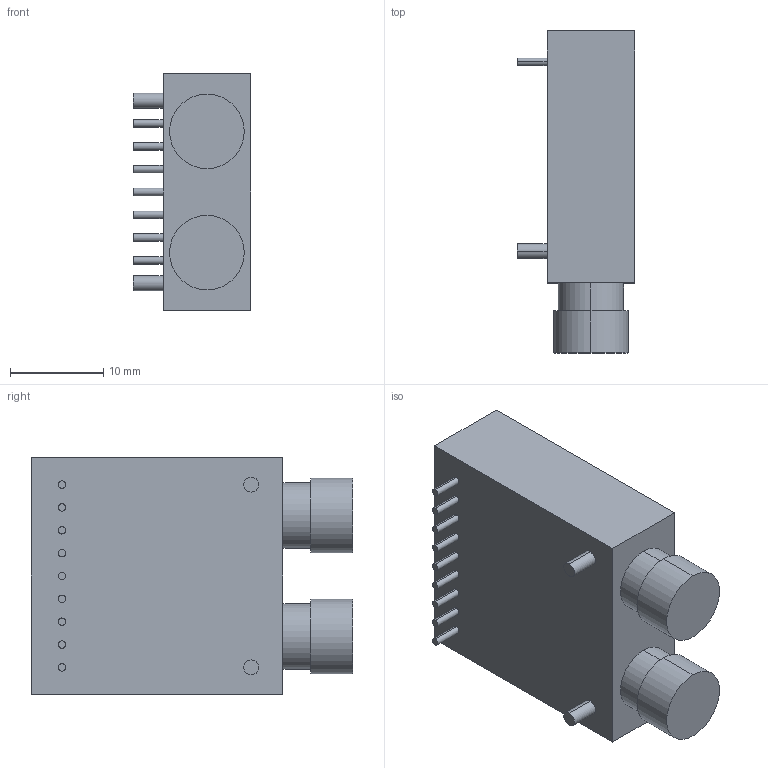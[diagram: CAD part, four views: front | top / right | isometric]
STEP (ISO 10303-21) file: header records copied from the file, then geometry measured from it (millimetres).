
FILE_DESCRIPTION (( 'STEP AP214' ), '1' );
FILE_NAME ('嫖玹耀輸.STEP', '2025-10-23T09:00:16', ( '' ), ( '' ), 'SwSTEP 2.0', 'SolidWorks 2022', '' );
FILE_SCHEMA (( 'AUTOMOTIVE_DESIGN' ));
Length unit declared in the file: millimetre
Products named in the file (1): 光纤模块
Bounding box: 12.6 x 34.5 x 25.4 mm (x, y, z)
Volume: 7157.2 mm3; surface area: 2866.5 mm2
Topology: 1 solids, 1 shells, 51 faces, 102 edges, 68 vertices
Faces by surface type: cylinder 30, plane 21
Entity records: 1390 total; most frequent: DIRECTION 266, CARTESIAN_POINT 222, ORIENTED_EDGE 204, AXIS2_PLACEMENT_3D 112, EDGE_CURVE 102, VERTEX_POINT 68, EDGE_LOOP 66, CIRCLE 60
